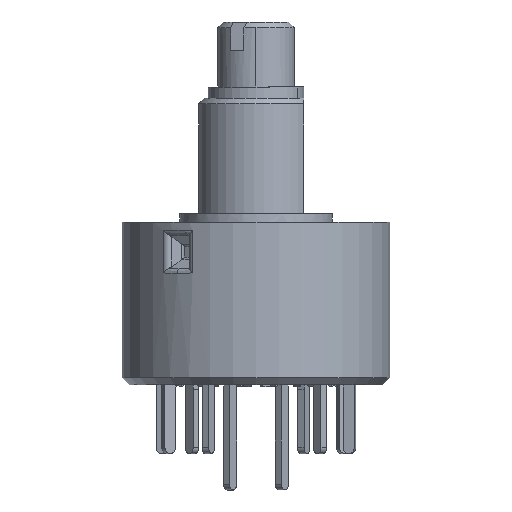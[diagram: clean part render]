
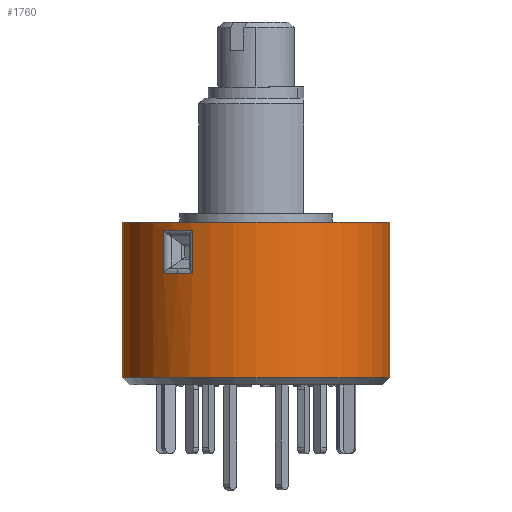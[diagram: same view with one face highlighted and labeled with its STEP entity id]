
A CAD part, left-side view. The second image highlights one B-rep face of the part: STEP entity #1760.
In plain terms, the highlighted cylindrical face has radius 7 mm (diameter 14 mm), a partial arc.
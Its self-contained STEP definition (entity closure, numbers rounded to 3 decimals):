
#695 = EDGE_CURVE ( 'NONE', #15771, #12917, #10122, .T. ) ;
#804 = DIRECTION ( 'NONE',  ( 0., 0., -1. ) ) ;
#935 = DIRECTION ( 'NONE',  ( 0., -1., 0. ) ) ;
#1002 = DIRECTION ( 'NONE',  ( 0., 0., 1. ) ) ;
#1013 = ORIENTED_EDGE ( 'NONE', *, *, #3273, .T. ) ;
#1211 = CARTESIAN_POINT ( 'NONE',  ( -6.163, 3.319, -0.888 ) ) ;
#1231 = CARTESIAN_POINT ( 'NONE',  ( 0., -7., -0.45 ) ) ;
#1506 = AXIS2_PLACEMENT_3D ( 'NONE', #15867, #8582, #935 ) ;
#1760 = ADVANCED_FACE ( 'NONE', ( #14698, #3379 ), #12929, .T. ) ;
#1806 = CARTESIAN_POINT ( 'NONE',  ( -6.015, 3.595, -3.117 ) ) ;
#1859 = CARTESIAN_POINT ( 'NONE',  ( -5.848, 3.861, -3.129 ) ) ;
#2028 = CARTESIAN_POINT ( 'NONE',  ( -5.663, 4.114, -3.129 ) ) ;
#2389 = ORIENTED_EDGE ( 'NONE', *, *, #16002, .T. ) ;
#2774 = CARTESIAN_POINT ( 'NONE',  ( 0., 7., -0.45 ) ) ;
#3273 = EDGE_CURVE ( 'NONE', #6998, #15771, #13337, .T. ) ;
#3379 = FACE_BOUND ( 'NONE', #6841, .T. ) ;
#3758 = CARTESIAN_POINT ( 'NONE',  ( -5.865, 3.872, -0.841 ) ) ;
#3881 = VERTEX_POINT ( 'NONE', #8915 ) ;
#3890 = CARTESIAN_POINT ( 'NONE',  ( -5.479, 4.368, -3.129 ) ) ;
#4242 =( BOUNDED_CURVE ( )  B_SPLINE_CURVE ( 3, ( #11684, #9767, #3758, #1211 ),
 .UNSPECIFIED., .F., .F. ) 
 B_SPLINE_CURVE_WITH_KNOTS ( ( 4, 4 ),
 ( 3.007, 3.276 ),
 .UNSPECIFIED. ) 
 CURVE ( )  GEOMETRIC_REPRESENTATION_ITEM ( )  RATIONAL_B_SPLINE_CURVE ( ( 1., 0.994, 0.994, 1. ) ) 
 REPRESENTATION_ITEM ( '' )  );
#4648 = VERTEX_POINT ( 'NONE', #10094 ) ;
#4876 = CARTESIAN_POINT ( 'NONE',  ( 0., -7., -0.45 ) ) ;
#5161 = CARTESIAN_POINT ( 'NONE',  ( -5.278, 4.609, -3.117 ) ) ;
#5347 = VECTOR ( 'NONE', #10667, 1000. ) ;
#5389 = VERTEX_POINT ( 'NONE', #2774 ) ;
#5447 = ORIENTED_EDGE ( 'NONE', *, *, #10882, .F. ) ;
#5451 = CARTESIAN_POINT ( 'NONE',  ( -5.663, 4.114, -3.129 ) ) ;
#5497 = ORIENTED_EDGE ( 'NONE', *, *, #695, .T. ) ;
#5593 = CARTESIAN_POINT ( 'NONE',  ( -5.061, 4.836, -0.45 ) ) ;
#5894 = LINE ( 'NONE', #8228, #7837 ) ;
#5973 = CARTESIAN_POINT ( 'NONE',  ( 0., 0., -8.574 ) ) ;
#6225 = CARTESIAN_POINT ( 'NONE',  ( 0., 7., -8.574 ) ) ;
#6841 = EDGE_LOOP ( 'NONE', ( #5497, #2389, #12242, #14088, #1013 ) ) ;
#6998 = VERTEX_POINT ( 'NONE', #8181 ) ;
#7837 = VECTOR ( 'NONE', #804, 1000. ) ;
#8181 = CARTESIAN_POINT ( 'NONE',  ( -6.163, 3.319, -0.888 ) ) ;
#8228 = CARTESIAN_POINT ( 'NONE',  ( 0., 7., -0.45 ) ) ;
#8241 = DIRECTION ( 'NONE',  ( 0., 1., 0. ) ) ;
#8368 = LINE ( 'NONE', #1231, #8767 ) ;
#8575 = EDGE_CURVE ( 'NONE', #3881, #6998, #4242, .T. ) ;
#8582 = DIRECTION ( 'NONE',  ( 0., 0., 1. ) ) ;
#8767 = VECTOR ( 'NONE', #10988, 1000. ) ;
#8915 = CARTESIAN_POINT ( 'NONE',  ( -5.061, 4.836, -0.888 ) ) ;
#8941 = EDGE_CURVE ( 'NONE', #13424, #10413, #11593, .T. ) ;
#9275 = CARTESIAN_POINT ( 'NONE',  ( -6.163, 3.319, -3.094 ) ) ;
#9368 = EDGE_CURVE ( 'NONE', #4648, #3881, #11363, .T. ) ;
#9482 = VECTOR ( 'NONE', #13380, 1000. ) ;
#9720 = DIRECTION ( 'NONE',  ( 0., -1., 0. ) ) ;
#9767 = CARTESIAN_POINT ( 'NONE',  ( -5.495, 4.381, -0.841 ) ) ;
#9950 = EDGE_CURVE ( 'NONE', #5389, #13424, #5894, .T. ) ;
#10094 = CARTESIAN_POINT ( 'NONE',  ( -5.061, 4.836, -3.094 ) ) ;
#10122 =( BOUNDED_CURVE ( )  B_SPLINE_CURVE ( 3, ( #9275, #1806, #1859, #11828 ),
 .UNSPECIFIED., .F., .T. ) 
 B_SPLINE_CURVE_WITH_KNOTS ( ( 4, 4 ),
 ( 6.149, 6.283 ),
 .UNSPECIFIED. ) 
 CURVE ( )  GEOMETRIC_REPRESENTATION_ITEM ( )  RATIONAL_B_SPLINE_CURVE ( ( 1., 0.998, 0.998, 1. ) ) 
 REPRESENTATION_ITEM ( '' )  );
#10276 = EDGE_LOOP ( 'NONE', ( #5447, #11530, #15884, #13288 ) ) ;
#10413 = VERTEX_POINT ( 'NONE', #14310 ) ;
#10667 = DIRECTION ( 'NONE',  ( 0., 0., 1. ) ) ;
#10882 = EDGE_CURVE ( 'NONE', #11018, #10413, #8368, .T. ) ;
#10904 = CIRCLE ( 'NONE', #1506, 7. ) ;
#10988 = DIRECTION ( 'NONE',  ( 0., 0., -1. ) ) ;
#11018 = VERTEX_POINT ( 'NONE', #4876 ) ;
#11032 =( BOUNDED_CURVE ( )  B_SPLINE_CURVE ( 3, ( #5451, #3890, #5161, #15558 ),
 .UNSPECIFIED., .F., .F. ) 
 B_SPLINE_CURVE_WITH_KNOTS ( ( 4, 4 ),
 ( 0., 0.134 ),
 .UNSPECIFIED. ) 
 CURVE ( )  GEOMETRIC_REPRESENTATION_ITEM ( )  RATIONAL_B_SPLINE_CURVE ( ( 1., 0.998, 0.998, 1. ) ) 
 REPRESENTATION_ITEM ( '' )  );
#11363 = LINE ( 'NONE', #5593, #5347 ) ;
#11530 = ORIENTED_EDGE ( 'NONE', *, *, #15331, .F. ) ;
#11593 = CIRCLE ( 'NONE', #11661, 7. ) ;
#11661 = AXIS2_PLACEMENT_3D ( 'NONE', #5973, #1002, #9720 ) ;
#11684 = CARTESIAN_POINT ( 'NONE',  ( -5.061, 4.836, -0.888 ) ) ;
#11828 = CARTESIAN_POINT ( 'NONE',  ( -5.663, 4.114, -3.129 ) ) ;
#12242 = ORIENTED_EDGE ( 'NONE', *, *, #9368, .T. ) ;
#12917 = VERTEX_POINT ( 'NONE', #2028 ) ;
#12929 = CYLINDRICAL_SURFACE ( 'NONE', #14826, 7. ) ;
#13288 = ORIENTED_EDGE ( 'NONE', *, *, #8941, .T. ) ;
#13337 = LINE ( 'NONE', #15937, #9482 ) ;
#13380 = DIRECTION ( 'NONE',  ( 0., 0., -1. ) ) ;
#13424 = VERTEX_POINT ( 'NONE', #6225 ) ;
#14088 = ORIENTED_EDGE ( 'NONE', *, *, #8575, .T. ) ;
#14310 = CARTESIAN_POINT ( 'NONE',  ( 0., -7., -8.574 ) ) ;
#14556 = CARTESIAN_POINT ( 'NONE',  ( 0., 0., -0.45 ) ) ;
#14698 = FACE_OUTER_BOUND ( 'NONE', #10276, .T. ) ;
#14760 = CARTESIAN_POINT ( 'NONE',  ( -6.163, 3.319, -3.094 ) ) ;
#14826 = AXIS2_PLACEMENT_3D ( 'NONE', #14556, #15690, #8241 ) ;
#15331 = EDGE_CURVE ( 'NONE', #5389, #11018, #10904, .T. ) ;
#15558 = CARTESIAN_POINT ( 'NONE',  ( -5.061, 4.836, -3.094 ) ) ;
#15690 = DIRECTION ( 'NONE',  ( 0., 0., -1. ) ) ;
#15771 = VERTEX_POINT ( 'NONE', #14760 ) ;
#15867 = CARTESIAN_POINT ( 'NONE',  ( 0., 0., -0.45 ) ) ;
#15884 = ORIENTED_EDGE ( 'NONE', *, *, #9950, .T. ) ;
#15937 = CARTESIAN_POINT ( 'NONE',  ( -6.163, 3.319, -0.45 ) ) ;
#16002 = EDGE_CURVE ( 'NONE', #12917, #4648, #11032, .T. ) ;
